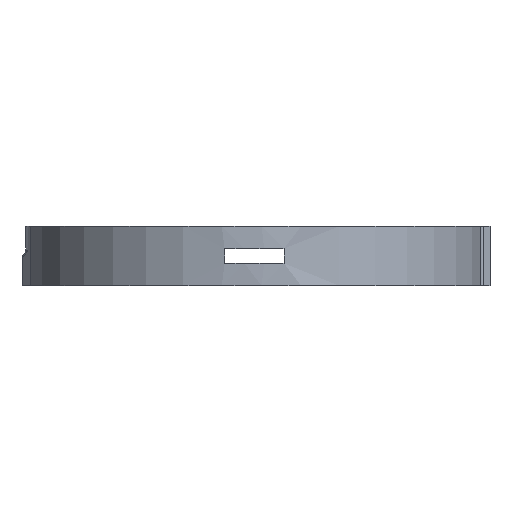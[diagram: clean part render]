
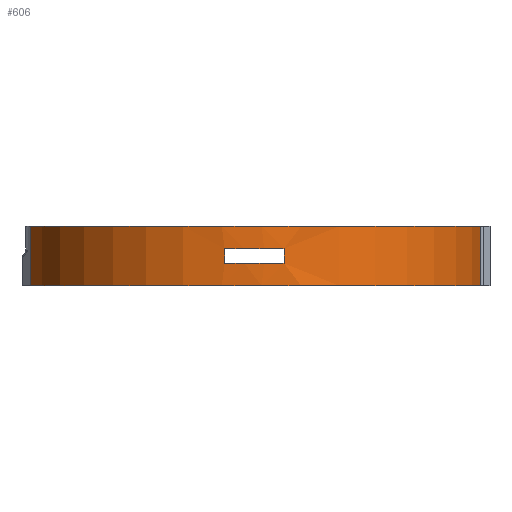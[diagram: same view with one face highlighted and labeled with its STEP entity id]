
A CAD part, front view. The second image highlights one B-rep face of the part: STEP entity #606.
In plain terms, the highlighted cylindrical face has radius 77 mm (diameter 154 mm), a partial arc.
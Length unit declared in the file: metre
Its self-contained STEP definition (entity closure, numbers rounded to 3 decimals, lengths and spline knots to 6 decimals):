
#51=LINE('',#918,#99);
#52=LINE('',#922,#100);
#53=LINE('',#923,#101);
#54=LINE('',#928,#102);
#99=VECTOR('',#739,1.);
#100=VECTOR('',#742,1.);
#101=VECTOR('',#743,1.);
#102=VECTOR('',#746,1.);
#152=ORIENTED_EDGE('',*,*,#330,.T.);
#153=ORIENTED_EDGE('',*,*,#331,.T.);
#154=ORIENTED_EDGE('',*,*,#332,.F.);
#155=ORIENTED_EDGE('',*,*,#333,.T.);
#156=ORIENTED_EDGE('',*,*,#334,.F.);
#157=ORIENTED_EDGE('',*,*,#335,.F.);
#158=ORIENTED_EDGE('',*,*,#336,.T.);
#159=ORIENTED_EDGE('',*,*,#337,.T.);
#330=EDGE_CURVE('',#419,#420,#474,.T.);
#331=EDGE_CURVE('',#420,#421,#51,.F.);
#332=EDGE_CURVE('',#422,#421,#475,.T.);
#333=EDGE_CURVE('',#422,#419,#52,.T.);
#334=EDGE_CURVE('',#423,#424,#53,.F.);
#335=EDGE_CURVE('',#425,#423,#476,.T.);
#336=EDGE_CURVE('',#425,#426,#54,.F.);
#337=EDGE_CURVE('',#426,#424,#477,.T.);
#419=VERTEX_POINT('',#916);
#420=VERTEX_POINT('',#917);
#421=VERTEX_POINT('',#919);
#422=VERTEX_POINT('',#921);
#423=VERTEX_POINT('',#924);
#424=VERTEX_POINT('',#925);
#425=VERTEX_POINT('',#927);
#426=VERTEX_POINT('',#929);
#474=CIRCLE('',#660,0.077);
#475=CIRCLE('',#661,0.077);
#476=CIRCLE('',#662,0.077);
#477=CIRCLE('',#663,0.077);
#502=EDGE_LOOP('',(#152,#153,#154,#155));
#503=EDGE_LOOP('',(#156,#157,#158,#159));
#549=FACE_BOUND('',#502,.T.);
#550=FACE_BOUND('',#503,.T.);
#595=CYLINDRICAL_SURFACE('',#659,0.077);
#606=ADVANCED_FACE('',(#549,#550),#595,.T.);
#659=AXIS2_PLACEMENT_3D('',#914,#735,#736);
#660=AXIS2_PLACEMENT_3D('',#915,#737,#738);
#661=AXIS2_PLACEMENT_3D('',#920,#740,#741);
#662=AXIS2_PLACEMENT_3D('',#926,#744,#745);
#663=AXIS2_PLACEMENT_3D('',#930,#747,#748);
#735=DIRECTION('',(0.,0.,-1.));
#736=DIRECTION('',(-1.,0.,0.));
#737=DIRECTION('',(0.,0.,1.));
#738=DIRECTION('',(1.,0.,0.));
#739=DIRECTION('',(0.,0.,-1.));
#740=DIRECTION('',(0.,0.,1.));
#741=DIRECTION('',(1.,0.,0.));
#742=DIRECTION('',(0.,0.,-1.));
#743=DIRECTION('',(0.,0.,-1.));
#744=DIRECTION('',(0.,0.,1.));
#745=DIRECTION('',(1.,0.,0.));
#746=DIRECTION('',(0.,0.,-1.));
#747=DIRECTION('',(0.,0.,1.));
#748=DIRECTION('',(1.,0.,0.));
#914=CARTESIAN_POINT('',(0.,0.,0.02));
#915=CARTESIAN_POINT('',(0.,0.,0.));
#916=CARTESIAN_POINT('',(-0.075386,-0.015684,0.));
#917=CARTESIAN_POINT('',(0.07623,-0.010859,0.));
#918=CARTESIAN_POINT('',(0.07623,-0.010859,0.02));
#919=CARTESIAN_POINT('',(0.07623,-0.010859,0.02));
#920=CARTESIAN_POINT('',(0.,0.,0.02));
#921=CARTESIAN_POINT('',(-0.075386,-0.015684,0.02));
#922=CARTESIAN_POINT('',(-0.075386,-0.015684,0.02));
#923=CARTESIAN_POINT('',(0.01,-0.076348,0.02));
#924=CARTESIAN_POINT('',(0.01,-0.076348,0.0075));
#925=CARTESIAN_POINT('',(0.01,-0.076348,0.0125));
#926=CARTESIAN_POINT('',(0.,0.,0.0075));
#927=CARTESIAN_POINT('',(-0.01,-0.076348,0.0075));
#928=CARTESIAN_POINT('',(-0.01,-0.076348,0.02));
#929=CARTESIAN_POINT('',(-0.01,-0.076348,0.0125));
#930=CARTESIAN_POINT('',(0.,0.,0.0125));
